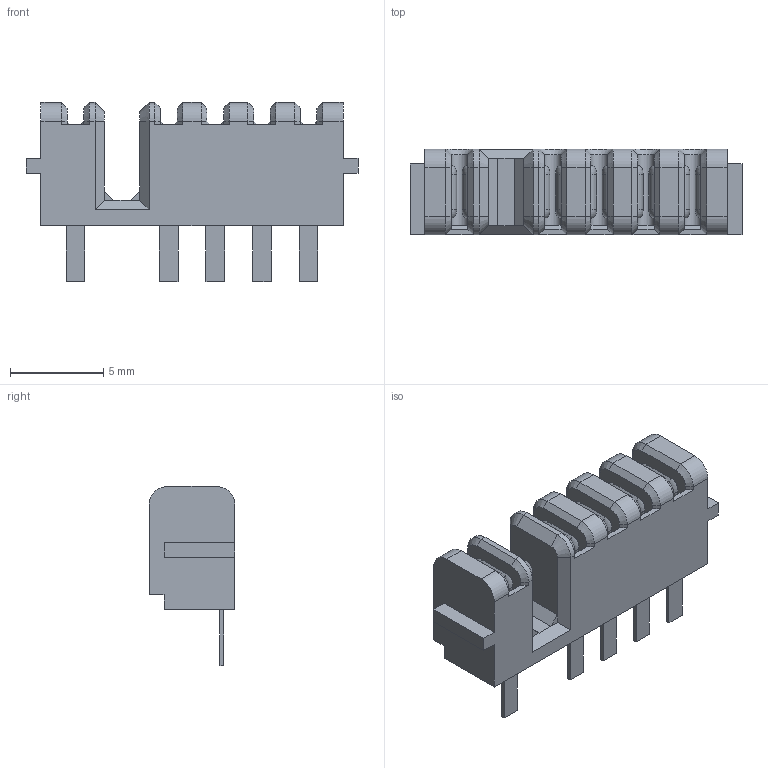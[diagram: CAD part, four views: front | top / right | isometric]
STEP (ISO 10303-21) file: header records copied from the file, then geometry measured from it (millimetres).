
FILE_DESCRIPTION((''),'2;1');
FILE_NAME('C-1747367-1','2019-02-27T00:47:01',('workeradm'),('TE Connectivity Ltd.'),'CREO PARAMETRIC BY PTC INC, 2018190','CREO PARAMETRIC BY PTC INC, 2018190','');
FILE_SCHEMA(('AUTOMOTIVE_DESIGN { 1 0 10303 214 1 1 1 1 }'));
Length unit declared in the file: millimetre
Products named in the file (1): C-1747367-1
Bounding box: 17.8 x 4.6 x 9.6 mm (x, y, z)
Volume: 369 mm3; surface area: 606.8 mm2
Topology: 1 solids, 1 shells, 247 faces, 594 edges, 364 vertices
Faces by surface type: plane 139, revolution 40, cylinder 39, cone 29
Entity records: 7810 total; most frequent: CARTESIAN_POINT 2046, ORIENTED_EDGE 1188, DIRECTION 1135, EDGE_CURVE 594, VECTOR 387, LINE 387, VERTEX_POINT 364, AXIS2_PLACEMENT_3D 354
